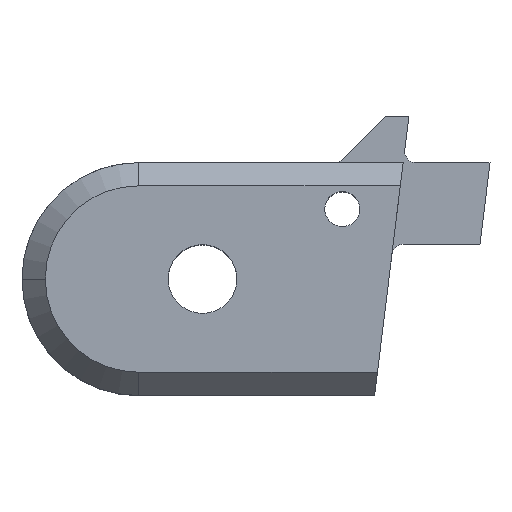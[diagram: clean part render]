
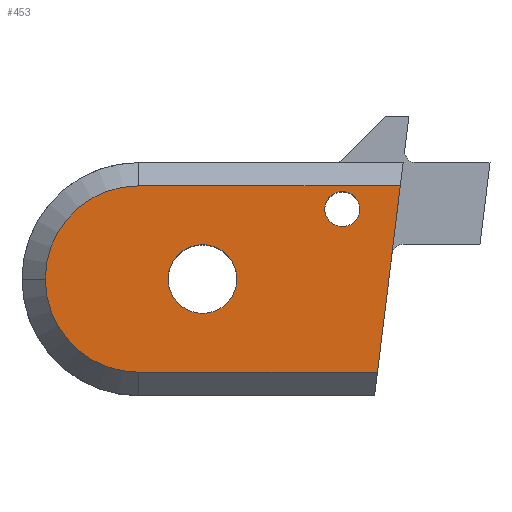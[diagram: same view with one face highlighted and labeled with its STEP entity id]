
A CAD part, top view. The second image highlights one B-rep face of the part: STEP entity #453.
In plain terms, the highlighted planar face has unit normal (0, 0, 1).
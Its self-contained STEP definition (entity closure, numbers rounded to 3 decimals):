
#26 = VERTEX_POINT ( 'NONE', #712 ) ;
#54 = AXIS2_PLACEMENT_3D ( 'NONE', #564, #911, #202 ) ;
#62 = DIRECTION ( 'NONE',  ( 0., 0., 1. ) ) ;
#101 = VERTEX_POINT ( 'NONE', #1222 ) ;
#108 = ORIENTED_EDGE ( 'NONE', *, *, #1409, .T. ) ;
#142 = DIRECTION ( 'NONE',  ( 1., 0., 0. ) ) ;
#151 = CARTESIAN_POINT ( 'NONE',  ( 12., 6., 14.9 ) ) ;
#175 = CARTESIAN_POINT ( 'NONE',  ( -5.5, 8., 14.9 ) ) ;
#185 = CARTESIAN_POINT ( 'NONE',  ( 10.5, 6., 14.9 ) ) ;
#188 = CARTESIAN_POINT ( 'NONE',  ( -5.5, 8., 14.9 ) ) ;
#192 = AXIS2_PLACEMENT_3D ( 'NONE', #674, #1007, #694 ) ;
#202 = DIRECTION ( 'NONE',  ( 1., 0., 0. ) ) ;
#319 = VECTOR ( 'NONE', #570, 1000. ) ;
#341 = CIRCLE ( 'NONE', #1213, 8. ) ;
#350 = FACE_OUTER_BOUND ( 'NONE', #1178, .T. ) ;
#400 = DIRECTION ( 'NONE',  ( 1., 0., 0. ) ) ;
#440 = VECTOR ( 'NONE', #723, 1000. ) ;
#451 = VERTEX_POINT ( 'NONE', #1417 ) ;
#453 = ADVANCED_FACE ( 'NONE', ( #1179, #350, #720 ), #824, .T. ) ;
#455 = DIRECTION ( 'NONE',  ( 0., 0., 1. ) ) ;
#470 = EDGE_LOOP ( 'NONE', ( #1445, #1368 ) ) ;
#482 = EDGE_CURVE ( 'NONE', #552, #1286, #820, .T. ) ;
#514 = LINE ( 'NONE', #1236, #623 ) ;
#521 = VERTEX_POINT ( 'NONE', #185 ) ;
#530 = VERTEX_POINT ( 'NONE', #1117 ) ;
#552 = VERTEX_POINT ( 'NONE', #899 ) ;
#564 = CARTESIAN_POINT ( 'NONE',  ( 12., 6., 14.9 ) ) ;
#568 = DIRECTION ( 'NONE',  ( 1., 0., 0. ) ) ;
#570 = DIRECTION ( 'NONE',  ( -1., 0., 0. ) ) ;
#571 = CARTESIAN_POINT ( 'NONE',  ( -13.5, 0., 14.9 ) ) ;
#590 = VERTEX_POINT ( 'NONE', #571 ) ;
#614 = EDGE_LOOP ( 'NONE', ( #880, #969 ) ) ;
#623 = VECTOR ( 'NONE', #400, 1000. ) ;
#662 = CARTESIAN_POINT ( 'NONE',  ( -5.5, 0., 14.9 ) ) ;
#674 = CARTESIAN_POINT ( 'NONE',  ( -5.5, 0., 14.9 ) ) ;
#694 = DIRECTION ( 'NONE',  ( 1., 0., 0. ) ) ;
#701 = CARTESIAN_POINT ( 'NONE',  ( 0., 0., 14.9 ) ) ;
#707 = CARTESIAN_POINT ( 'NONE',  ( -5.5, 0., 14.9 ) ) ;
#712 = CARTESIAN_POINT ( 'NONE',  ( 16.982, 8., 14.9 ) ) ;
#720 = FACE_BOUND ( 'NONE', #614, .T. ) ;
#723 = DIRECTION ( 'NONE',  ( 0.122, 0.993, 0. ) ) ;
#746 = CARTESIAN_POINT ( 'NONE',  ( 0., 0., 14.9 ) ) ;
#748 = ORIENTED_EDGE ( 'NONE', *, *, #1370, .T. ) ;
#817 = ORIENTED_EDGE ( 'NONE', *, *, #1429, .T. ) ;
#820 = CIRCLE ( 'NONE', #1316, 2.95 ) ;
#824 = PLANE ( 'NONE',  #1483 ) ;
#860 = CIRCLE ( 'NONE', #192, 8. ) ;
#880 = ORIENTED_EDGE ( 'NONE', *, *, #482, .F. ) ;
#881 = LINE ( 'NONE', #175, #319 ) ;
#895 = VERTEX_POINT ( 'NONE', #188 ) ;
#899 = CARTESIAN_POINT ( 'NONE',  ( -2.95, 0., 14.9 ) ) ;
#905 = AXIS2_PLACEMENT_3D ( 'NONE', #151, #62, #1140 ) ;
#911 = DIRECTION ( 'NONE',  ( 0., 0., 1. ) ) ;
#933 = EDGE_CURVE ( 'NONE', #521, #451, #948, .T. ) ;
#948 = CIRCLE ( 'NONE', #905, 1.5 ) ;
#969 = ORIENTED_EDGE ( 'NONE', *, *, #1502, .F. ) ;
#977 = CIRCLE ( 'NONE', #1494, 2.95 ) ;
#997 = EDGE_CURVE ( 'NONE', #101, #530, #514, .T. ) ;
#1007 = DIRECTION ( 'NONE',  ( 0., 0., 1. ) ) ;
#1029 = CIRCLE ( 'NONE', #54, 1.5 ) ;
#1088 = CARTESIAN_POINT ( 'NONE',  ( 17.228, 10., 14.9 ) ) ;
#1100 = LINE ( 'NONE', #1088, #440 ) ;
#1114 = EDGE_CURVE ( 'NONE', #451, #521, #1029, .T. ) ;
#1117 = CARTESIAN_POINT ( 'NONE',  ( 15.018, -8., 14.9 ) ) ;
#1135 = DIRECTION ( 'NONE',  ( 0., 0., 1. ) ) ;
#1140 = DIRECTION ( 'NONE',  ( 1., 0., 0. ) ) ;
#1167 = DIRECTION ( 'NONE',  ( 0., 0., 1. ) ) ;
#1178 = EDGE_LOOP ( 'NONE', ( #108, #748, #1461, #1414, #817 ) ) ;
#1179 = FACE_BOUND ( 'NONE', #470, .T. ) ;
#1205 = EDGE_CURVE ( 'NONE', #530, #26, #1100, .T. ) ;
#1213 = AXIS2_PLACEMENT_3D ( 'NONE', #662, #1135, #1273 ) ;
#1222 = CARTESIAN_POINT ( 'NONE',  ( -5.5, -8., 14.9 ) ) ;
#1236 = CARTESIAN_POINT ( 'NONE',  ( 14.772, -8., 14.9 ) ) ;
#1273 = DIRECTION ( 'NONE',  ( 1., 0., 0. ) ) ;
#1286 = VERTEX_POINT ( 'NONE', #1354 ) ;
#1316 = AXIS2_PLACEMENT_3D ( 'NONE', #701, #1167, #568 ) ;
#1354 = CARTESIAN_POINT ( 'NONE',  ( 2.95, 0., 14.9 ) ) ;
#1368 = ORIENTED_EDGE ( 'NONE', *, *, #933, .F. ) ;
#1370 = EDGE_CURVE ( 'NONE', #590, #101, #341, .T. ) ;
#1409 = EDGE_CURVE ( 'NONE', #895, #590, #860, .T. ) ;
#1414 = ORIENTED_EDGE ( 'NONE', *, *, #1205, .T. ) ;
#1417 = CARTESIAN_POINT ( 'NONE',  ( 13.5, 6., 14.9 ) ) ;
#1429 = EDGE_CURVE ( 'NONE', #26, #895, #881, .T. ) ;
#1443 = DIRECTION ( 'NONE',  ( 0., 0., 1. ) ) ;
#1445 = ORIENTED_EDGE ( 'NONE', *, *, #1114, .F. ) ;
#1457 = DIRECTION ( 'NONE',  ( 1., 0., 0. ) ) ;
#1461 = ORIENTED_EDGE ( 'NONE', *, *, #997, .T. ) ;
#1483 = AXIS2_PLACEMENT_3D ( 'NONE', #707, #455, #1457 ) ;
#1494 = AXIS2_PLACEMENT_3D ( 'NONE', #746, #1443, #142 ) ;
#1502 = EDGE_CURVE ( 'NONE', #1286, #552, #977, .T. ) ;
